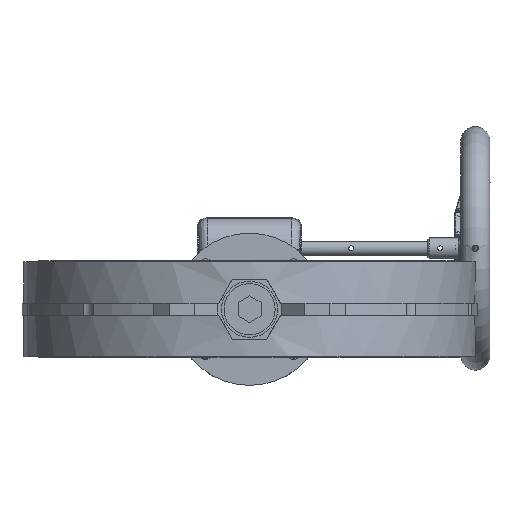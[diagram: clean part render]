
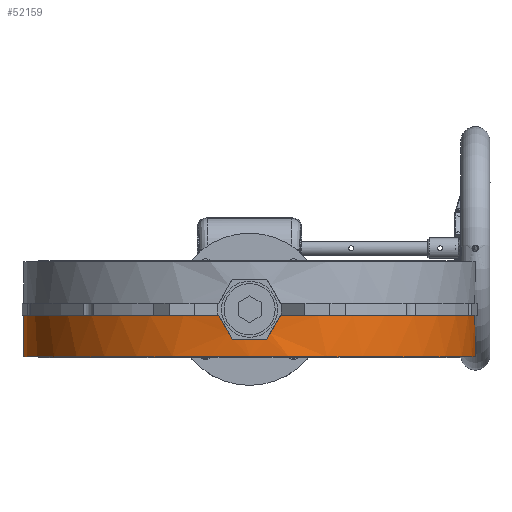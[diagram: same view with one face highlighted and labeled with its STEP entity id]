
A CAD part, front view. The second image highlights one B-rep face of the part: STEP entity #52159.
In plain terms, the highlighted cylindrical face has radius 185.5 mm (diameter 371 mm), a full revolution.
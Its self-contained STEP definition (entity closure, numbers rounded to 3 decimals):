
#999=ELLIPSE('',#57291,371.,185.5);
#1000=ELLIPSE('',#57293,371.,185.5);
#1001=ELLIPSE('',#57297,371.,185.5);
#1002=ELLIPSE('',#57299,371.,185.5);
#3002=CYLINDRICAL_SURFACE('',#57289,185.5);
#6126=FACE_OUTER_BOUND('',#9238,.T.);
#9238=EDGE_LOOP('',(#46395,#46396,#46397,#46398,#46399,#46400,#46401,#46402,
#46403,#46404,#46405,#46406,#46407,#46408));
#13546=CIRCLE('',#57290,185.5);
#13547=CIRCLE('',#57292,185.5);
#13548=CIRCLE('',#57294,185.5);
#13549=CIRCLE('',#57295,185.5);
#13550=CIRCLE('',#57296,185.5);
#13551=CIRCLE('',#57298,185.5);
#16277=LINE('',#187187,#19577);
#16278=LINE('',#187194,#19578);
#16279=LINE('',#187198,#19579);
#19577=VECTOR('',#69730,185.5);
#19578=VECTOR('',#69737,1000.);
#19579=VECTOR('',#69740,1000.);
#24606=VERTEX_POINT('',#187175);
#24607=VERTEX_POINT('',#187176);
#24608=VERTEX_POINT('',#187178);
#24609=VERTEX_POINT('',#187180);
#24610=VERTEX_POINT('',#187182);
#24611=VERTEX_POINT('',#187184);
#24612=VERTEX_POINT('',#187186);
#24613=VERTEX_POINT('',#187189);
#24614=VERTEX_POINT('',#187191);
#24615=VERTEX_POINT('',#187193);
#24616=VERTEX_POINT('',#187195);
#24617=VERTEX_POINT('',#187197);
#31998=EDGE_CURVE('',#24606,#24607,#13546,.T.);
#31999=EDGE_CURVE('',#24606,#24608,#999,.T.);
#32000=EDGE_CURVE('',#24608,#24609,#13547,.T.);
#32001=EDGE_CURVE('',#24609,#24610,#1000,.T.);
#32002=EDGE_CURVE('',#24611,#24610,#13548,.T.);
#32003=EDGE_CURVE('',#24611,#24612,#16277,.T.);
#32004=EDGE_CURVE('',#24612,#24612,#13549,.T.);
#32005=EDGE_CURVE('',#24613,#24611,#13550,.T.);
#32006=EDGE_CURVE('',#24613,#24614,#1001,.T.);
#32007=EDGE_CURVE('',#24615,#24614,#16278,.T.);
#32008=EDGE_CURVE('',#24615,#24616,#13551,.T.);
#32009=EDGE_CURVE('',#24617,#24616,#16279,.T.);
#32010=EDGE_CURVE('',#24617,#24607,#1002,.T.);
#46395=ORIENTED_EDGE('',*,*,#31998,.F.);
#46396=ORIENTED_EDGE('',*,*,#31999,.T.);
#46397=ORIENTED_EDGE('',*,*,#32000,.T.);
#46398=ORIENTED_EDGE('',*,*,#32001,.T.);
#46399=ORIENTED_EDGE('',*,*,#32002,.F.);
#46400=ORIENTED_EDGE('',*,*,#32003,.T.);
#46401=ORIENTED_EDGE('',*,*,#32004,.T.);
#46402=ORIENTED_EDGE('',*,*,#32003,.F.);
#46403=ORIENTED_EDGE('',*,*,#32005,.F.);
#46404=ORIENTED_EDGE('',*,*,#32006,.T.);
#46405=ORIENTED_EDGE('',*,*,#32007,.F.);
#46406=ORIENTED_EDGE('',*,*,#32008,.T.);
#46407=ORIENTED_EDGE('',*,*,#32009,.F.);
#46408=ORIENTED_EDGE('',*,*,#32010,.T.);
#52159=ADVANCED_FACE('',(#6126),#3002,.T.);
#57289=AXIS2_PLACEMENT_3D('',#187174,#69718,#69719);
#57290=AXIS2_PLACEMENT_3D('',#187177,#69720,#69721);
#57291=AXIS2_PLACEMENT_3D('',#187179,#69722,#69723);
#57292=AXIS2_PLACEMENT_3D('',#187181,#69724,#69725);
#57293=AXIS2_PLACEMENT_3D('',#187183,#69726,#69727);
#57294=AXIS2_PLACEMENT_3D('',#187185,#69728,#69729);
#57295=AXIS2_PLACEMENT_3D('',#187188,#69731,#69732);
#57296=AXIS2_PLACEMENT_3D('',#187190,#69733,#69734);
#57297=AXIS2_PLACEMENT_3D('',#187192,#69735,#69736);
#57298=AXIS2_PLACEMENT_3D('',#187196,#69738,#69739);
#57299=AXIS2_PLACEMENT_3D('',#187199,#69741,#69742);
#69718=DIRECTION('center_axis',(0.,0.,1.));
#69719=DIRECTION('ref_axis',(1.,0.,0.));
#69720=DIRECTION('center_axis',(0.,0.,1.));
#69721=DIRECTION('ref_axis',(1.,0.,0.));
#69722=DIRECTION('center_axis',(0.866,0.,
-0.5));
#69723=DIRECTION('ref_axis',(0.5,0.,0.866));
#69724=DIRECTION('center_axis',(0.,0.,-1.));
#69725=DIRECTION('ref_axis',(1.,0.,0.));
#69726=DIRECTION('center_axis',(-0.866,0.,
-0.5));
#69727=DIRECTION('ref_axis',(0.5,0.,-0.866));
#69728=DIRECTION('center_axis',(0.,0.,1.));
#69729=DIRECTION('ref_axis',(1.,0.,0.));
#69730=DIRECTION('',(0.,0.,-1.));
#69731=DIRECTION('center_axis',(0.,0.,1.));
#69732=DIRECTION('ref_axis',(1.,0.,0.));
#69733=DIRECTION('center_axis',(0.,0.,1.));
#69734=DIRECTION('ref_axis',(1.,0.,0.));
#69735=DIRECTION('center_axis',(-0.866,0.,
-0.5));
#69736=DIRECTION('ref_axis',(0.5,0.,-0.866));
#69737=DIRECTION('',(0.,0.,1.));
#69738=DIRECTION('center_axis',(0.,0.,-1.));
#69739=DIRECTION('ref_axis',(1.,0.,0.));
#69740=DIRECTION('',(0.,0.,-1.));
#69741=DIRECTION('center_axis',(0.866,0.,
-0.5));
#69742=DIRECTION('ref_axis',(0.5,0.,0.866));
#187174=CARTESIAN_POINT('Origin',(0.,0.,115.101));
#187175=CARTESIAN_POINT('',(25.403,-183.752,-5.));
#187176=CARTESIAN_POINT('',(25.403,183.752,-5.));
#187177=CARTESIAN_POINT('Origin',(0.,0.,-5.));
#187178=CARTESIAN_POINT('',(14.145,-184.96,-24.5));
#187179=CARTESIAN_POINT('Origin',(0.,0.,
-49.));
#187180=CARTESIAN_POINT('',(-14.145,-184.96,-24.5));
#187181=CARTESIAN_POINT('Origin',(0.,0.,-24.5));
#187182=CARTESIAN_POINT('',(-25.403,-183.752,-5.));
#187183=CARTESIAN_POINT('Origin',(0.,0.,
-49.));
#187184=CARTESIAN_POINT('',(-185.5,0.,-5.));
#187185=CARTESIAN_POINT('Origin',(0.,0.,-5.));
#187186=CARTESIAN_POINT('',(-185.5,0.,-39.));
#187187=CARTESIAN_POINT('',(-185.5,0.,115.101));
#187188=CARTESIAN_POINT('Origin',(0.,0.,-39.));
#187189=CARTESIAN_POINT('',(-25.403,183.752,-5.));
#187190=CARTESIAN_POINT('Origin',(0.,0.,-5.));
#187191=CARTESIAN_POINT('',(-17.,184.719,-19.555));
#187192=CARTESIAN_POINT('Origin',(0.,0.,
-49.));
#187193=CARTESIAN_POINT('',(-17.,184.719,-24.5));
#187194=CARTESIAN_POINT('',(-17.,184.719,115.101));
#187195=CARTESIAN_POINT('',(17.,184.719,-24.5));
#187196=CARTESIAN_POINT('Origin',(0.,0.,-24.5));
#187197=CARTESIAN_POINT('',(17.,184.719,-19.555));
#187198=CARTESIAN_POINT('',(17.,184.719,115.101));
#187199=CARTESIAN_POINT('Origin',(0.,0.,
-49.));
